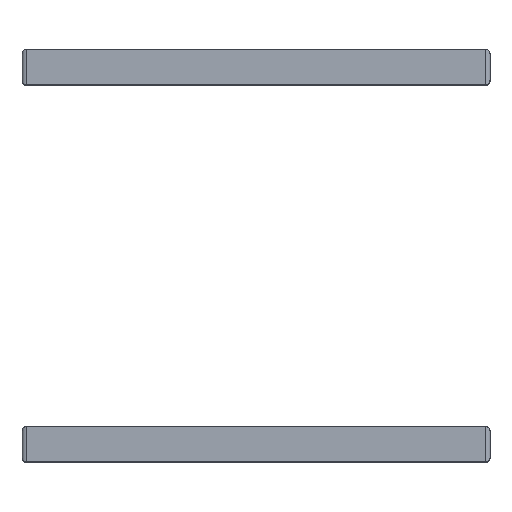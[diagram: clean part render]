
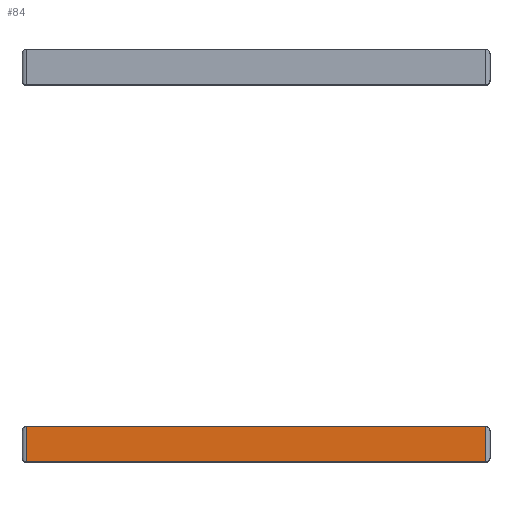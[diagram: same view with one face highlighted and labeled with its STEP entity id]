
A CAD part, top view. The second image highlights one B-rep face of the part: STEP entity #84.
In plain terms, the highlighted planar face has unit normal (0, 0, 1).
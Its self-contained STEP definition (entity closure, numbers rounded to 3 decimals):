
#84=ADVANCED_FACE('',(#146),#148,.T.);
#146=FACE_BOUND('',#147,.T.);
#147=EDGE_LOOP('',(#535,#536,#537,#538));
#148=PLANE('',#149);
#149=AXIS2_PLACEMENT_3D('',#150,#151,#152);
#150=CARTESIAN_POINT('',(-50.,-41.5,50.));
#151=DIRECTION('',(0.,0.,1.));
#152=DIRECTION('',(0.,-1.,0.));
#535=ORIENTED_EDGE('',*,*,#759,.F.);
#536=ORIENTED_EDGE('',*,*,#758,.F.);
#537=ORIENTED_EDGE('',*,*,#760,.T.);
#538=ORIENTED_EDGE('',*,*,#761,.T.);
#758=EDGE_CURVE('',#872,#868,#874,.T.);
#759=EDGE_CURVE('',#868,#875,#876,.T.);
#760=EDGE_CURVE('',#872,#877,#878,.T.);
#761=EDGE_CURVE('',#877,#875,#879,.T.);
#868=VERTEX_POINT('',#1044);
#872=VERTEX_POINT('',#1052);
#874=LINE('',#1056,#1057);
#875=VERTEX_POINT('',#1059);
#876=LINE('',#1060,#1061);
#877=VERTEX_POINT('',#1063);
#878=LINE('',#1064,#1065);
#879=LINE('',#1067,#1068);
#1044=CARTESIAN_POINT('',(55.75,-41.5,50.));
#1052=CARTESIAN_POINT('',(-55.75,-41.5,50.));
#1056=CARTESIAN_POINT('',(-55.75,-41.5,50.));
#1057=VECTOR('',#1058,1.);
#1058=DIRECTION('',(1.,0.,0.));
#1059=CARTESIAN_POINT('',(55.75,-50.,50.));
#1060=CARTESIAN_POINT('',(55.75,-41.5,50.));
#1061=VECTOR('',#1062,1.);
#1062=DIRECTION('',(0.,-1.,0.));
#1063=CARTESIAN_POINT('',(-55.75,-50.,50.));
#1064=CARTESIAN_POINT('',(-55.75,-41.5,50.));
#1065=VECTOR('',#1066,1.);
#1066=DIRECTION('',(0.,-1.,0.));
#1067=CARTESIAN_POINT('',(-55.75,-50.,50.));
#1068=VECTOR('',#1069,1.);
#1069=DIRECTION('',(1.,0.,0.));
